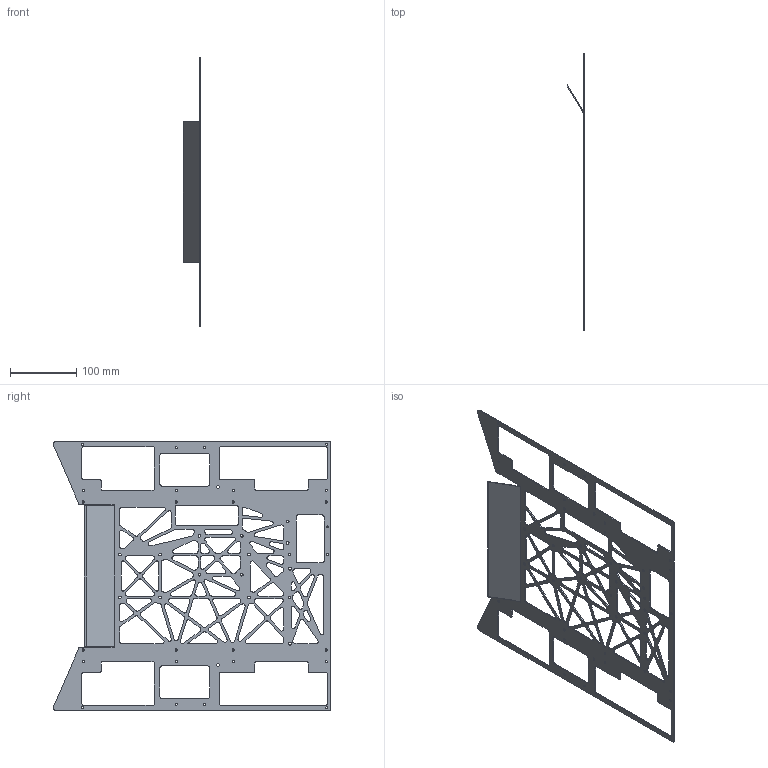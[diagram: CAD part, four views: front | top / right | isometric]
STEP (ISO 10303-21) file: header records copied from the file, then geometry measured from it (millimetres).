
FILE_DESCRIPTION(/* description */ (''),/* implementation_level */ '2;1');
FILE_NAME(/* name */ '',/* time_stamp */ '2026-01-14T22:28:26+03:00',/* author */ ('GameHD'),/* organization */ (''),/* preprocessor_version */ 'ST-DEVELOPER v20.1',/* originating_system */ 'Autodesk Inventor 2026',/* authorisation */ '');
FILE_SCHEMA (('AUTOMOTIVE_DESIGN { 1 0 10303 214 3 1 1 }'));
Length unit declared in the file: millimetre
Products named in the file (1): дно 25-26
Bounding box: 26.75 x 418.18 x 406 mm (x, y, z)
Volume: 112645 mm3; surface area: 169385.9 mm2
Topology: 1 solids, 1 shells, 574 faces, 1712 edges, 1140 vertices
Faces by surface type: cylinder 330, plane 242, bspline 2
Full cylindrical faces by diameter (mm): 3 x2, 3.25 x8, 3.7 x1, 4 x2, 4.2 x14
Entity records: 20039 total; most frequent: DIRECTION 3516, CARTESIAN_POINT 3483, ORIENTED_EDGE 3424, EDGE_CURVE 1712, AXIS2_PLACEMENT_3D 1235, VERTEX_POINT 1140, LINE 1046, VECTOR 1046
